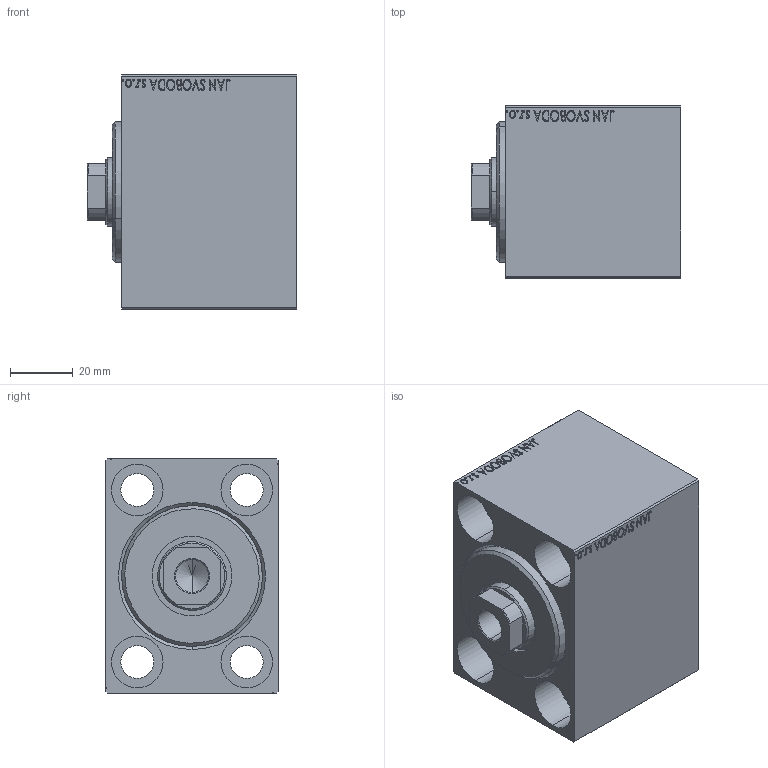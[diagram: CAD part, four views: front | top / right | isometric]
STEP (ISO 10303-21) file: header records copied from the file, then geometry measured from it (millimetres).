
FILE_DESCRIPTION (( 'STEP AP203' ), '1' );
FILE_NAME ('86f2.STEP', '2021-11-01T22:36:36', ( '' ), ( '' ), 'SwSTEP 2.0', 'SolidWorks 2019', '' );
FILE_SCHEMA (( 'CONFIG_CONTROL_DESIGN' ));
Length unit declared in the file: millimetre
Products named in the file (4): 86f2; V450CM_VC_B c634c926b7e6850fc34325038de0ffe0; V450CM_C c634c926b7e6850fc34325038de0ffe0; V450CM_C_VCP c634c926b7e6850fc34325038de0ffe0
Assembly tree (3 placements, depth 2):
  86f2
    V450CM_C c634c926b7e6850fc34325038de0ffe0
    V450CM_C_VCP c634c926b7e6850fc34325038de0ffe0
    V450CM_VC_B c634c926b7e6850fc34325038de0ffe0
Bounding box: 67 x 55 x 75 mm (x, y, z)
Volume: 195185 mm3; surface area: 52531.4 mm2
Topology: 3 solids, 3 shells, 864 faces, 2219 edges, 1470 vertices
Faces by surface type: plane 411, bspline 380, cylinder 59, cone 14
Entity records: 44299 total; most frequent: CARTESIAN_POINT 25385, ORIENTED_EDGE 4434, DIRECTION 2545, EDGE_CURVE 2217, VERTEX_POINT 1470, LINE 1309, VECTOR 1309, EDGE_LOOP 985
